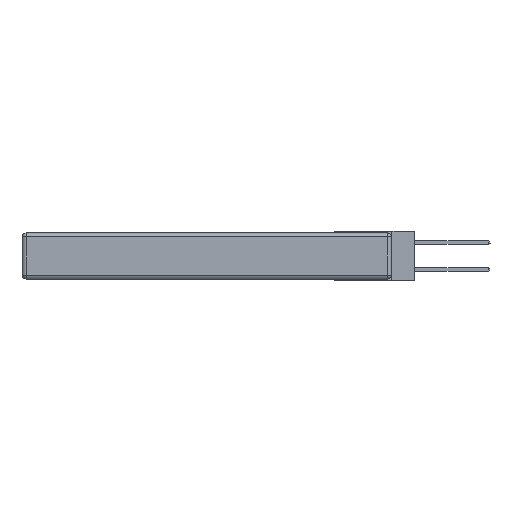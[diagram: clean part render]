
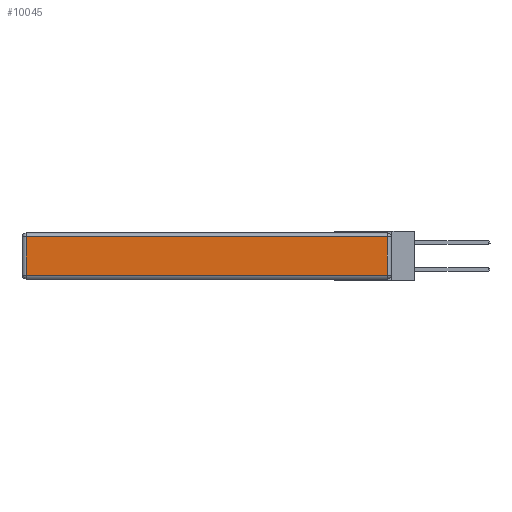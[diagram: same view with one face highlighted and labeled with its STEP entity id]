
A CAD part, left-side view. The second image highlights one B-rep face of the part: STEP entity #10045.
In plain terms, the highlighted planar face has unit normal (-1, 0, 0).
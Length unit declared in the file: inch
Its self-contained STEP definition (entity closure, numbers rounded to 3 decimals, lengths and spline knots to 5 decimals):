
#205 = CARTESIAN_POINT ( 'NONE',  ( 0., 0.03, -0.343 ) ) ;
#213 = CARTESIAN_POINT ( 'NONE',  ( 0., 2.72, -0.343 ) ) ;
#551 = LINE ( 'NONE', #205, #2061 ) ;
#563 = EDGE_CURVE ( 'NONE', #1984, #9439, #1454, .T. ) ;
#983 = PLANE ( 'NONE',  #9214 ) ;
#1351 = DIRECTION ( 'NONE',  ( 0., 1., 0. ) ) ;
#1454 = LINE ( 'NONE', #14661, #12890 ) ;
#1984 = VERTEX_POINT ( 'NONE', #7698 ) ;
#2061 = VECTOR ( 'NONE', #3690, 39.37008 ) ;
#2110 = ORIENTED_EDGE ( 'NONE', *, *, #563, .T. ) ;
#2329 = DIRECTION ( 'NONE',  ( 0., -1., 0. ) ) ;
#2671 = VERTEX_POINT ( 'NONE', #8490 ) ;
#3129 = ORIENTED_EDGE ( 'NONE', *, *, #12624, .T. ) ;
#3561 = DIRECTION ( 'NONE',  ( -1., 0., 0. ) ) ;
#3689 = EDGE_CURVE ( 'NONE', #9439, #2671, #12501, .T. ) ;
#3690 = DIRECTION ( 'NONE',  ( 0., 0., 1. ) ) ;
#3914 = DIRECTION ( 'NONE',  ( 0., 0., -1. ) ) ;
#4176 = EDGE_LOOP ( 'NONE', ( #3129, #13102, #2110, #8590 ) ) ;
#7698 = CARTESIAN_POINT ( 'NONE',  ( 0., 0.03, -0.03 ) ) ;
#8490 = CARTESIAN_POINT ( 'NONE',  ( 0., 2.72, -0.313 ) ) ;
#8499 = VECTOR ( 'NONE', #2329, 39.37008 ) ;
#8590 = ORIENTED_EDGE ( 'NONE', *, *, #3689, .T. ) ;
#9214 = AXIS2_PLACEMENT_3D ( 'NONE', #9358, #3561, #11938 ) ;
#9351 = VERTEX_POINT ( 'NONE', #15232 ) ;
#9358 = CARTESIAN_POINT ( 'NONE',  ( 0., 0., -0.343 ) ) ;
#9439 = VERTEX_POINT ( 'NONE', #13006 ) ;
#10045 = ADVANCED_FACE ( 'NONE', ( #15009 ), #983, .T. ) ;
#11346 = VECTOR ( 'NONE', #3914, 39.37008 ) ;
#11938 = DIRECTION ( 'NONE',  ( 0., 0., 1. ) ) ;
#12501 = LINE ( 'NONE', #213, #11346 ) ;
#12624 = EDGE_CURVE ( 'NONE', #2671, #9351, #14854, .T. ) ;
#12890 = VECTOR ( 'NONE', #1351, 39.37008 ) ;
#13006 = CARTESIAN_POINT ( 'NONE',  ( 0., 2.72, -0.03 ) ) ;
#13015 = CARTESIAN_POINT ( 'NONE',  ( 0., 0., -0.313 ) ) ;
#13102 = ORIENTED_EDGE ( 'NONE', *, *, #15358, .T. ) ;
#14661 = CARTESIAN_POINT ( 'NONE',  ( 0., 2.75, -0.03 ) ) ;
#14854 = LINE ( 'NONE', #13015, #8499 ) ;
#15009 = FACE_OUTER_BOUND ( 'NONE', #4176, .T. ) ;
#15232 = CARTESIAN_POINT ( 'NONE',  ( 0., 0.03, -0.313 ) ) ;
#15358 = EDGE_CURVE ( 'NONE', #9351, #1984, #551, .T. ) ;
